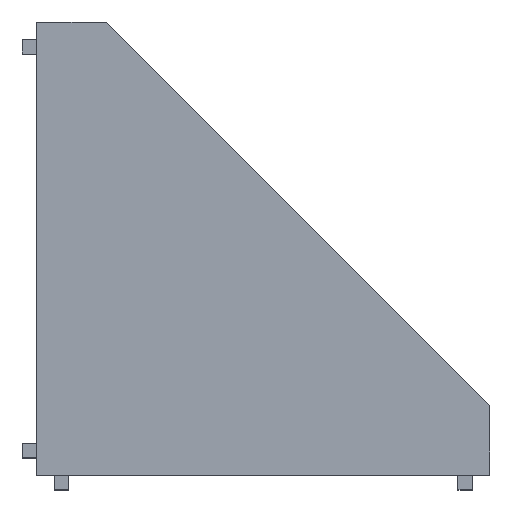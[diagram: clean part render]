
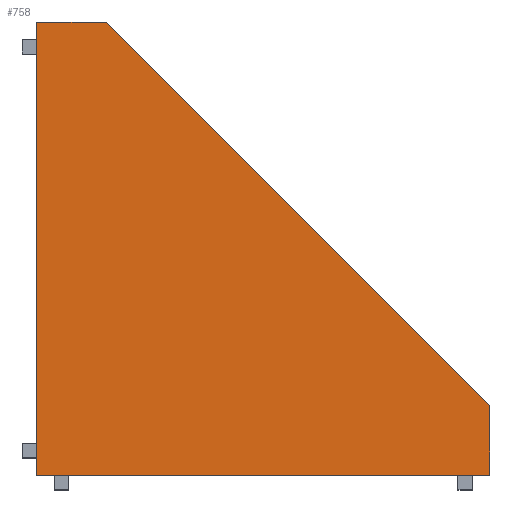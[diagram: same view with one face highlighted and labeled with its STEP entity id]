
A CAD part, top view. The second image highlights one B-rep face of the part: STEP entity #758.
In plain terms, the highlighted planar face has unit normal (0, 0, 1).
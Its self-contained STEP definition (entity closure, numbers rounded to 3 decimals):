
#7 = ORIENTED_EDGE ( 'NONE', *, *, #1171, .T. ) ;
#41 = EDGE_CURVE ( 'NONE', #860, #583, #158, .T. ) ;
#43 = LINE ( 'NONE', #1111, #1250 ) ;
#46 = DIRECTION ( 'NONE',  ( 1., 0., 0. ) ) ;
#70 = CARTESIAN_POINT ( 'NONE',  ( 0., 0., 18. ) ) ;
#101 = ORIENTED_EDGE ( 'NONE', *, *, #41, .T. ) ;
#121 = ORIENTED_EDGE ( 'NONE', *, *, #635, .T. ) ;
#158 = LINE ( 'NONE', #883, #670 ) ;
#182 = DIRECTION ( 'NONE',  ( 0., 0., 1. ) ) ;
#193 = CARTESIAN_POINT ( 'NONE',  ( 0., 0., 18. ) ) ;
#290 = VECTOR ( 'NONE', #1480, 1000. ) ;
#355 = CARTESIAN_POINT ( 'NONE',  ( 0., 0., 18. ) ) ;
#402 = ORIENTED_EDGE ( 'NONE', *, *, #514, .T. ) ;
#427 = PLANE ( 'NONE',  #1552 ) ;
#472 = ORIENTED_EDGE ( 'NONE', *, *, #624, .T. ) ;
#480 = CARTESIAN_POINT ( 'NONE',  ( 0., 78., 18. ) ) ;
#503 = LINE ( 'NONE', #994, #290 ) ;
#506 = VECTOR ( 'NONE', #46, 1000. ) ;
#514 = EDGE_CURVE ( 'NONE', #1543, #522, #1429, .T. ) ;
#522 = VERTEX_POINT ( 'NONE', #480 ) ;
#552 = LINE ( 'NONE', #70, #506 ) ;
#583 = VERTEX_POINT ( 'NONE', #647 ) ;
#624 = EDGE_CURVE ( 'NONE', #522, #1307, #43, .T. ) ;
#635 = EDGE_CURVE ( 'NONE', #583, #1543, #503, .T. ) ;
#647 = CARTESIAN_POINT ( 'NONE',  ( 78., 12., 18. ) ) ;
#670 = VECTOR ( 'NONE', #1349, 1000. ) ;
#734 = CARTESIAN_POINT ( 'NONE',  ( 78., 0., 18. ) ) ;
#758 = ADVANCED_FACE ( 'NONE', ( #1264 ), #427, .T. ) ;
#860 = VERTEX_POINT ( 'NONE', #734 ) ;
#883 = CARTESIAN_POINT ( 'NONE',  ( 78., 0., 18. ) ) ;
#994 = CARTESIAN_POINT ( 'NONE',  ( 12., 78., 18. ) ) ;
#1020 = DIRECTION ( 'NONE',  ( 1., 0., 0. ) ) ;
#1065 = CARTESIAN_POINT ( 'NONE',  ( 12., 78., 18. ) ) ;
#1098 = CARTESIAN_POINT ( 'NONE',  ( 6., 78., 18. ) ) ;
#1111 = CARTESIAN_POINT ( 'NONE',  ( 0., 78., 18. ) ) ;
#1171 = EDGE_CURVE ( 'NONE', #1307, #860, #552, .T. ) ;
#1246 = DIRECTION ( 'NONE',  ( 0., -1., 0. ) ) ;
#1250 = VECTOR ( 'NONE', #1246, 1000. ) ;
#1264 = FACE_OUTER_BOUND ( 'NONE', #1299, .T. ) ;
#1299 = EDGE_LOOP ( 'NONE', ( #402, #472, #7, #101, #121 ) ) ;
#1307 = VERTEX_POINT ( 'NONE', #355 ) ;
#1349 = DIRECTION ( 'NONE',  ( 0., 1., 0. ) ) ;
#1397 = VECTOR ( 'NONE', #1446, 1000. ) ;
#1429 = LINE ( 'NONE', #1098, #1397 ) ;
#1446 = DIRECTION ( 'NONE',  ( -1., 0., 0. ) ) ;
#1480 = DIRECTION ( 'NONE',  ( -0.707, 0.707, 0. ) ) ;
#1543 = VERTEX_POINT ( 'NONE', #1065 ) ;
#1552 = AXIS2_PLACEMENT_3D ( 'NONE', #193, #182, #1020 ) ;
